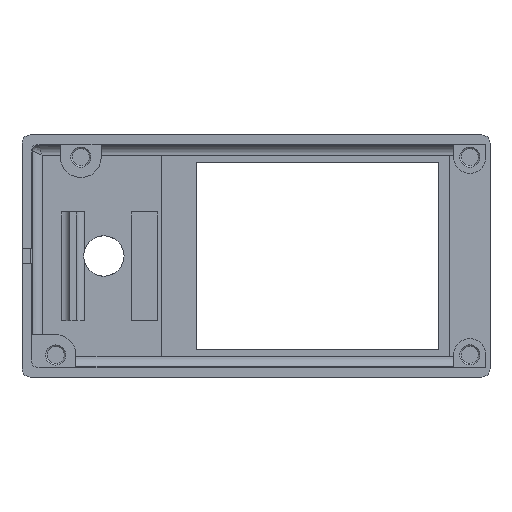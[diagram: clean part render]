
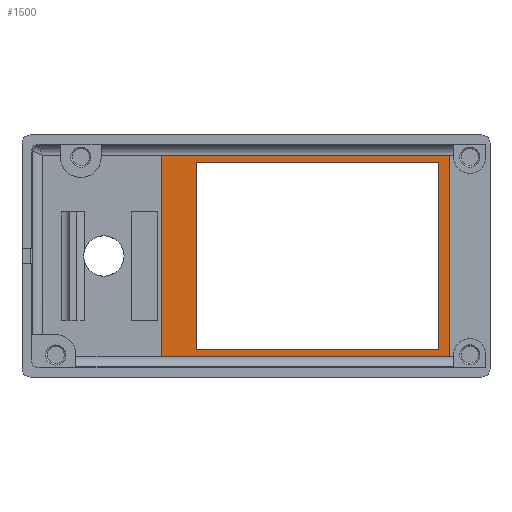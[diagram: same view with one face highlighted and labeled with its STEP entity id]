
A CAD part, front view. The second image highlights one B-rep face of the part: STEP entity #1500.
In plain terms, the highlighted planar face has unit normal (0, -1, 0).
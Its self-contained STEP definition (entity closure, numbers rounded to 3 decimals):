
#35=FACE_BOUND('',#253,.T.);
#76=PLANE('',#1648);
#160=FACE_OUTER_BOUND('',#252,.T.);
#252=EDGE_LOOP('',(#1342,#1343,#1344,#1345));
#253=EDGE_LOOP('',(#1346,#1347,#1348,#1349));
#399=LINE('',#2503,#558);
#402=LINE('',#2509,#561);
#405=LINE('',#2515,#564);
#408=LINE('',#2519,#567);
#409=LINE('',#2523,#568);
#410=LINE('',#2525,#569);
#411=LINE('',#2527,#570);
#412=LINE('',#2528,#571);
#558=VECTOR('',#2029,10.);
#561=VECTOR('',#2034,10.);
#564=VECTOR('',#2039,10.);
#567=VECTOR('',#2044,10.);
#568=VECTOR('',#2047,10.);
#569=VECTOR('',#2048,10.);
#570=VECTOR('',#2049,10.);
#571=VECTOR('',#2050,10.);
#760=VERTEX_POINT('',#2500);
#761=VERTEX_POINT('',#2502);
#763=VERTEX_POINT('',#2508);
#765=VERTEX_POINT('',#2514);
#766=VERTEX_POINT('',#2521);
#767=VERTEX_POINT('',#2522);
#768=VERTEX_POINT('',#2524);
#769=VERTEX_POINT('',#2526);
#958=EDGE_CURVE('',#761,#760,#399,.T.);
#961=EDGE_CURVE('',#763,#761,#402,.F.);
#964=EDGE_CURVE('',#765,#763,#405,.T.);
#967=EDGE_CURVE('',#760,#765,#408,.F.);
#968=EDGE_CURVE('',#766,#767,#409,.T.);
#969=EDGE_CURVE('',#768,#766,#410,.T.);
#970=EDGE_CURVE('',#769,#768,#411,.T.);
#971=EDGE_CURVE('',#767,#769,#412,.T.);
#1342=ORIENTED_EDGE('',*,*,#968,.F.);
#1343=ORIENTED_EDGE('',*,*,#969,.F.);
#1344=ORIENTED_EDGE('',*,*,#970,.F.);
#1345=ORIENTED_EDGE('',*,*,#971,.F.);
#1346=ORIENTED_EDGE('',*,*,#967,.T.);
#1347=ORIENTED_EDGE('',*,*,#964,.T.);
#1348=ORIENTED_EDGE('',*,*,#961,.T.);
#1349=ORIENTED_EDGE('',*,*,#958,.T.);
#1500=ADVANCED_FACE('',(#160,#35),#76,.T.);
#1648=AXIS2_PLACEMENT_3D('',#2520,#2045,#2046);
#2029=DIRECTION('',(0.,0.,-1.));
#2034=DIRECTION('',(-1.,0.,0.));
#2039=DIRECTION('',(0.,0.,1.));
#2044=DIRECTION('',(1.,0.,0.));
#2045=DIRECTION('center_axis',(0.,-1.,0.));
#2046=DIRECTION('ref_axis',(0.,0.,-1.));
#2047=DIRECTION('',(0.,0.,-1.));
#2048=DIRECTION('',(1.,0.,0.));
#2049=DIRECTION('',(0.,0.,1.));
#2050=DIRECTION('',(-1.,0.,0.));
#2500=CARTESIAN_POINT('',(48.245,26.326,-23.2));
#2502=CARTESIAN_POINT('',(48.245,26.326,23.2));
#2503=CARTESIAN_POINT('',(48.245,26.326,23.05));
#2508=CARTESIAN_POINT('',(-11.755,26.326,23.2));
#2509=CARTESIAN_POINT('',(1.895,26.326,23.2));
#2514=CARTESIAN_POINT('',(-11.755,26.326,-23.2));
#2515=CARTESIAN_POINT('',(-11.755,26.326,-23.35));
#2519=CARTESIAN_POINT('',(31.895,26.326,-23.2));
#2520=CARTESIAN_POINT('Origin',(15.545,26.326,-0.15));
#2521=CARTESIAN_POINT('',(50.845,26.326,24.95));
#2522=CARTESIAN_POINT('',(50.845,26.326,-24.95));
#2523=CARTESIAN_POINT('',(50.845,26.326,-12.55));
#2524=CARTESIAN_POINT('',(-20.405,26.326,24.95));
#2525=CARTESIAN_POINT('',(32.695,26.326,24.95));
#2526=CARTESIAN_POINT('',(-20.405,26.326,-24.95));
#2527=CARTESIAN_POINT('',(-20.405,26.326,12.25));
#2528=CARTESIAN_POINT('',(-1.605,26.326,-24.95));
